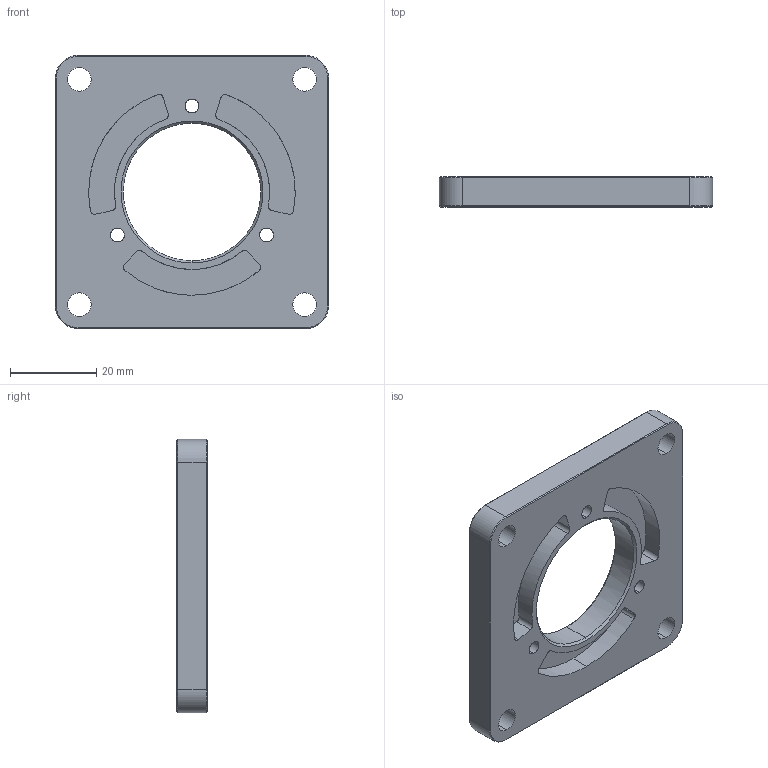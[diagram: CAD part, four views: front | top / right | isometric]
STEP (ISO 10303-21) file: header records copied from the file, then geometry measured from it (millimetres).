
FILE_DESCRIPTION (( 'STEP AP214' ), '1' );
FILE_NAME ('TRDA-25SND.STEP', '2016-06-30T14:16:07', ( '' ), ( '' ), 'SwSTEP 2.0', 'SolidWorks 2016', '' );
FILE_SCHEMA (( 'AUTOMOTIVE_DESIGN' ));
Length unit declared in the file: millimetre
Products named in the file (1): TRDA-25SND
Bounding box: 63.5 x 7 x 63.5 mm (x, y, z)
Volume: 18827.6 mm3; surface area: 10243.5 mm2
Topology: 1 solids, 1 shells, 88 faces, 238 edges, 158 vertices
Faces by surface type: cylinder 50, plane 26, cone 12
Entity records: 3644 total; most frequent: CARTESIAN_POINT 1575, ORIENTED_EDGE 476, DIRECTION 326, EDGE_CURVE 238, VERTEX_POINT 158, B_SPLINE_CURVE_WITH_KNOTS 128, AXIS2_PLACEMENT_3D 127, EDGE_LOOP 110
